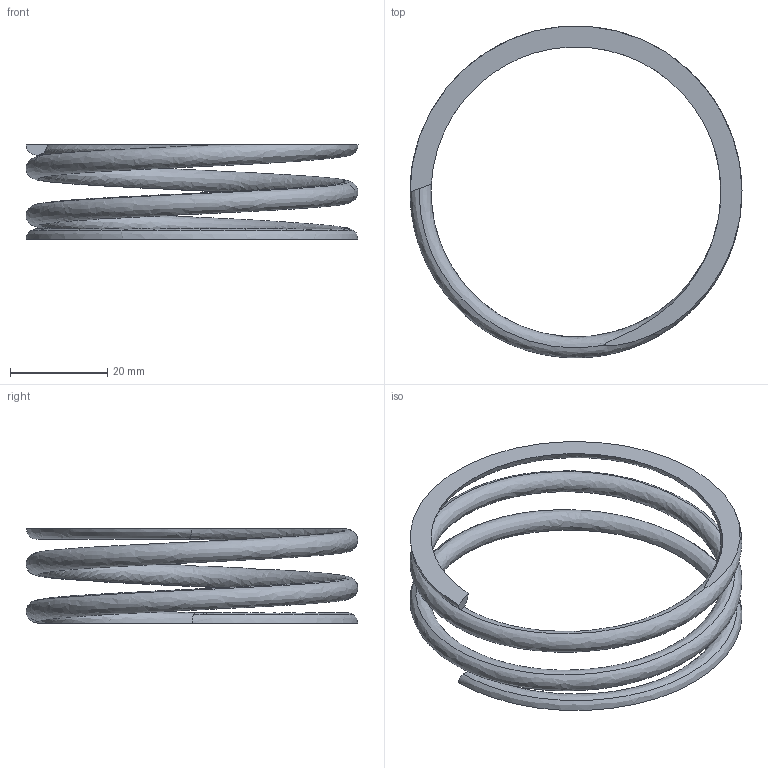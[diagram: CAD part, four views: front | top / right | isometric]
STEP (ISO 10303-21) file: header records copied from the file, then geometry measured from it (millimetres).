
FILE_DESCRIPTION (( 'STEP AP214' ), '1' );
FILE_NAME ('springs_OD35.STEP', '2025-03-26T23:42:32', ( '' ), ( '' ), 'SwSTEP 2.0', 'SolidWorks 2024', '' );
FILE_SCHEMA (( 'AUTOMOTIVE_DESIGN' ));
Length unit declared in the file: millimetre
Products named in the file (1): springs_OD35
Bounding box: 68.39 x 68.38 x 19.54 mm (x, y, z)
Volume: 7128.6 mm3; surface area: 7645.2 mm2
Topology: 1 solids, 1 shells, 7 faces, 15 edges, 10 vertices
Faces by surface type: plane 5, bspline 2
Entity records: 1737 total; most frequent: CARTESIAN_POINT 1587, ORIENTED_EDGE 30, DIRECTION 18, EDGE_CURVE 15, VERTEX_POINT 10, B_SPLINE_CURVE_WITH_KNOTS 8, FACE_OUTER_BOUND 7, AXIS2_PLACEMENT_3D 7
